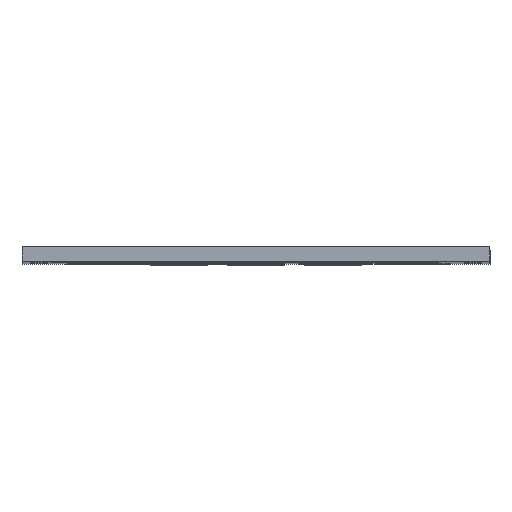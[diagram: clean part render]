
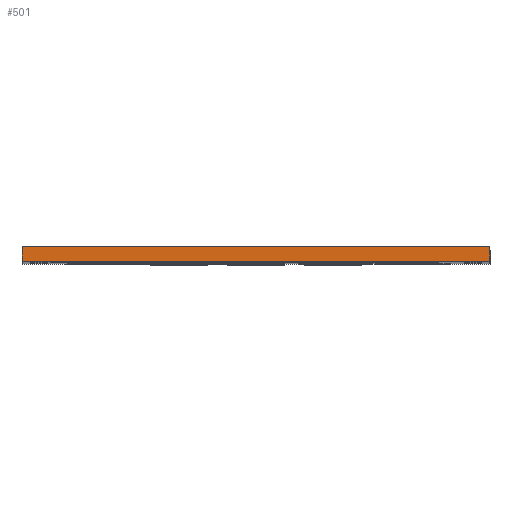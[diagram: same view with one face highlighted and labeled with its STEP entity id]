
A CAD part, top view. The second image highlights one B-rep face of the part: STEP entity #501.
In plain terms, the highlighted planar face has unit normal (0, 0, 1).
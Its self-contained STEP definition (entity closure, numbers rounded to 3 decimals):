
#461=FACE_OUTER_BOUND('',#775,.T.);
#501=ADVANCED_FACE('',(#461),#565,.F.);
#565=PLANE('',#1575);
#775=EDGE_LOOP('',(#925,#926,#927,#928));
#925=ORIENTED_EDGE('',*,*,#1253,.T.);
#926=ORIENTED_EDGE('',*,*,#1285,.F.);
#927=ORIENTED_EDGE('',*,*,#1290,.F.);
#928=ORIENTED_EDGE('',*,*,#1288,.T.);
#1148=VERTEX_POINT('',#2149);
#1150=VERTEX_POINT('',#2152);
#1180=VERTEX_POINT('',#2214);
#1182=VERTEX_POINT('',#2222);
#1253=EDGE_CURVE('',#1150,#1148,#1386,.T.);
#1285=EDGE_CURVE('',#1180,#1148,#1395,.T.);
#1288=EDGE_CURVE('',#1182,#1150,#1398,.T.);
#1290=EDGE_CURVE('',#1182,#1180,#1400,.T.);
#1386=LINE('',#2151,#1467);
#1395=LINE('',#2215,#1476);
#1398=LINE('',#2221,#1479);
#1400=LINE('',#2225,#1481);
#1467=VECTOR('',#1723,1.);
#1476=VECTOR('',#1780,1.);
#1479=VECTOR('',#1787,1.);
#1481=VECTOR('',#1791,1.);
#1575=AXIS2_PLACEMENT_3D('',#2226,#1792,#1793);
#1723=DIRECTION('',(-1.,0.,0.));
#1780=DIRECTION('',(0.,1.,0.));
#1787=DIRECTION('',(0.,1.,0.));
#1791=DIRECTION('',(-1.,0.,0.));
#1792=DIRECTION('',(0.,0.,-1.));
#1793=DIRECTION('',(-1.,0.,0.));
#2149=CARTESIAN_POINT('',(0.,0.,0.));
#2151=CARTESIAN_POINT('',(82.,0.,0.));
#2152=CARTESIAN_POINT('',(82.,0.,0.));
#2214=CARTESIAN_POINT('',(0.,-2.5,0.));
#2215=CARTESIAN_POINT('',(0.,-2.5,0.));
#2221=CARTESIAN_POINT('',(82.,-2.5,0.));
#2222=CARTESIAN_POINT('',(82.,-2.5,0.));
#2225=CARTESIAN_POINT('',(82.,-2.5,0.));
#2226=CARTESIAN_POINT('',(82.,-2.5,0.));
